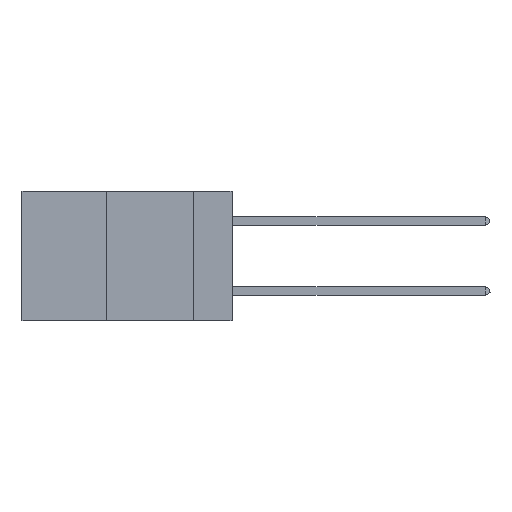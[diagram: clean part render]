
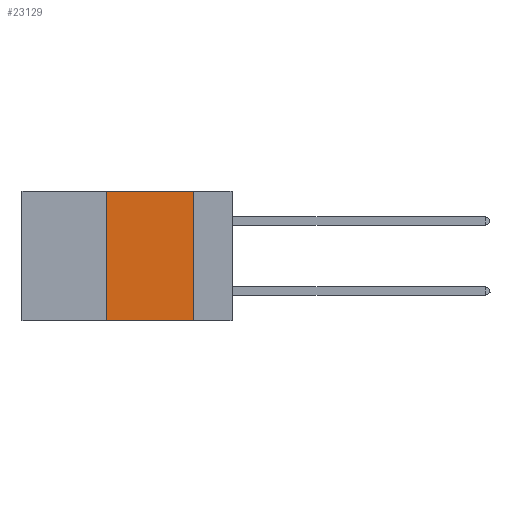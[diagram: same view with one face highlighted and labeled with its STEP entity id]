
A CAD part, left-side view. The second image highlights one B-rep face of the part: STEP entity #23129.
In plain terms, the highlighted planar face has unit normal (-1, 0, 0).
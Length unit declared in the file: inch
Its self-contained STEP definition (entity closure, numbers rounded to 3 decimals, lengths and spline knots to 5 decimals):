
#883 = VECTOR ( 'NONE', #4049, 39.37008 ) ;
#2370 = EDGE_CURVE ( 'NONE', #40690, #9931, #24141, .T. ) ;
#3516 = VERTEX_POINT ( 'NONE', #18881 ) ;
#4049 = DIRECTION ( 'NONE',  ( 0., 0., -1. ) ) ;
#5750 = DIRECTION ( 'NONE',  ( 1., 0., 0. ) ) ;
#9361 = VECTOR ( 'NONE', #23161, 39.37008 ) ;
#9931 = VERTEX_POINT ( 'NONE', #34946 ) ;
#10878 = CARTESIAN_POINT ( 'NONE',  ( 0., 0.11, 0. ) ) ;
#11082 = ORIENTED_EDGE ( 'NONE', *, *, #2370, .F. ) ;
#12174 = ORIENTED_EDGE ( 'NONE', *, *, #37650, .T. ) ;
#12479 = VECTOR ( 'NONE', #41305, 39.37008 ) ;
#12967 = CARTESIAN_POINT ( 'NONE',  ( 0., 0.6, 0. ) ) ;
#13890 = CARTESIAN_POINT ( 'NONE',  ( 0., 0.36, -0.37 ) ) ;
#16581 = EDGE_CURVE ( 'NONE', #3516, #40690, #23822, .T. ) ;
#18881 = CARTESIAN_POINT ( 'NONE',  ( 0., 0.36, 0. ) ) ;
#19118 = DIRECTION ( 'NONE',  ( 0., -1., 0. ) ) ;
#19605 = FACE_OUTER_BOUND ( 'NONE', #43262, .T. ) ;
#21590 = CARTESIAN_POINT ( 'NONE',  ( 0., 0.11, 0. ) ) ;
#22408 = EDGE_CURVE ( 'NONE', #44124, #3516, #32009, .T. ) ;
#22521 = LINE ( 'NONE', #32621, #40831 ) ;
#23129 = ADVANCED_FACE ( 'NONE', ( #19605 ), #36915, .F. ) ;
#23161 = DIRECTION ( 'NONE',  ( 0., 0., 1. ) ) ;
#23822 = LINE ( 'NONE', #30736, #12479 ) ;
#24141 = LINE ( 'NONE', #10878, #883 ) ;
#27927 = ORIENTED_EDGE ( 'NONE', *, *, #16581, .F. ) ;
#30004 = DIRECTION ( 'NONE',  ( 0., 0., -1. ) ) ;
#30736 = CARTESIAN_POINT ( 'NONE',  ( 0., 0.6, 0. ) ) ;
#32009 = LINE ( 'NONE', #43200, #9361 ) ;
#32621 = CARTESIAN_POINT ( 'NONE',  ( 0., 0.6, -0.37 ) ) ;
#33045 = AXIS2_PLACEMENT_3D ( 'NONE', #12967, #5750, #30004 ) ;
#34946 = CARTESIAN_POINT ( 'NONE',  ( 0., 0.11, -0.37 ) ) ;
#35392 = ORIENTED_EDGE ( 'NONE', *, *, #22408, .F. ) ;
#36915 = PLANE ( 'NONE',  #33045 ) ;
#37650 = EDGE_CURVE ( 'NONE', #44124, #9931, #22521, .T. ) ;
#40690 = VERTEX_POINT ( 'NONE', #21590 ) ;
#40831 = VECTOR ( 'NONE', #19118, 39.37008 ) ;
#41305 = DIRECTION ( 'NONE',  ( 0., -1., 0. ) ) ;
#43200 = CARTESIAN_POINT ( 'NONE',  ( 0., 0.36, 0. ) ) ;
#43262 = EDGE_LOOP ( 'NONE', ( #11082, #27927, #35392, #12174 ) ) ;
#44124 = VERTEX_POINT ( 'NONE', #13890 ) ;
